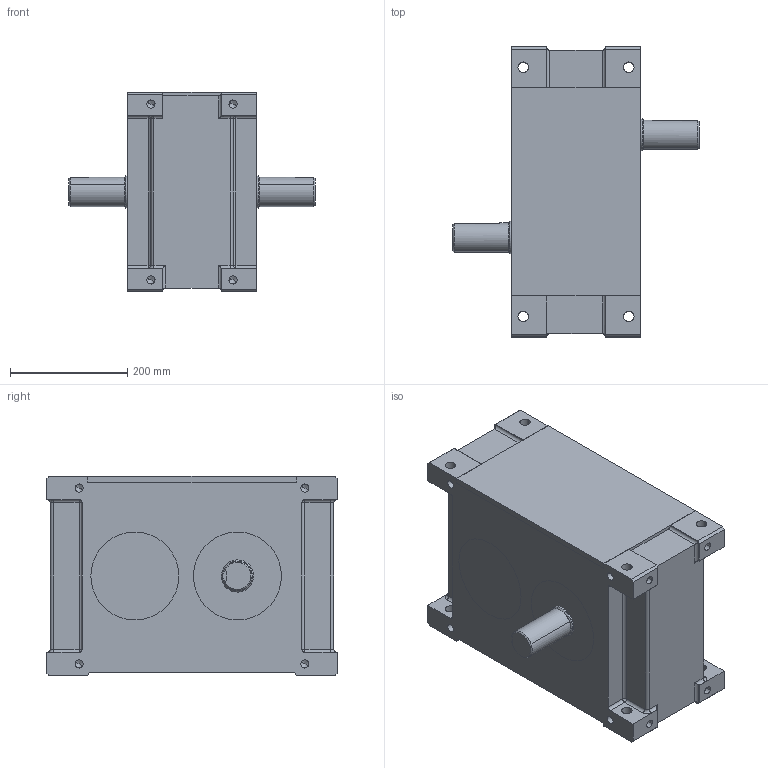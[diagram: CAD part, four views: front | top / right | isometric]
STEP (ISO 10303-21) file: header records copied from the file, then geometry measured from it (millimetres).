
FILE_DESCRIPTION(('CATIA V5 STEP Exchange'),'2;1');
FILE_NAME('P175DSOUT.stp','2013-07-18T07:10:45+00:00',('none'),('none'),'CATIA Version 5 Release 18 SP 6 (IN-10)','CATIA V5 STEP AP203','none');
FILE_SCHEMA(('CONFIG_CONTROL_DESIGN'));
Length unit declared in the file: millimetre
Products named in the file (1): P175DSOUT
Bounding box: 420 x 495 x 340 mm (x, y, z)
Volume: 33604046 mm3; surface area: 1138312.4 mm2
Topology: 8 solids, 8 shells, 277 faces, 681 edges, 402 vertices
Faces by surface type: cylinder 122, plane 97, cone 42, sphere 8, torus 8
Entity records: 7280 total; most frequent: CARTESIAN_POINT 1486, ORIENTED_EDGE 1282, DIRECTION 929, EDGE_CURVE 641, VERTEX_POINT 402, AXIS2_PLACEMENT_3D 399, VECTOR 369, LINE 369
